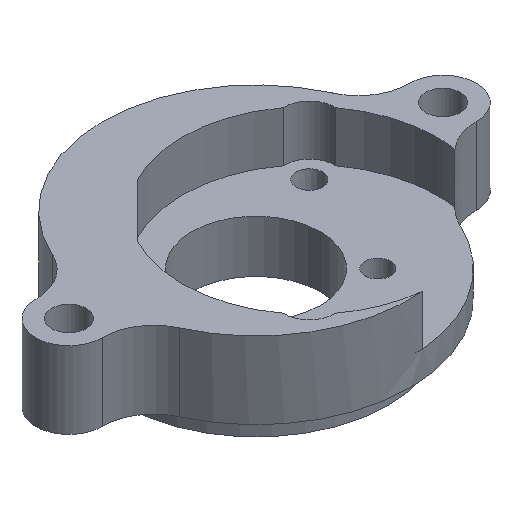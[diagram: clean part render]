
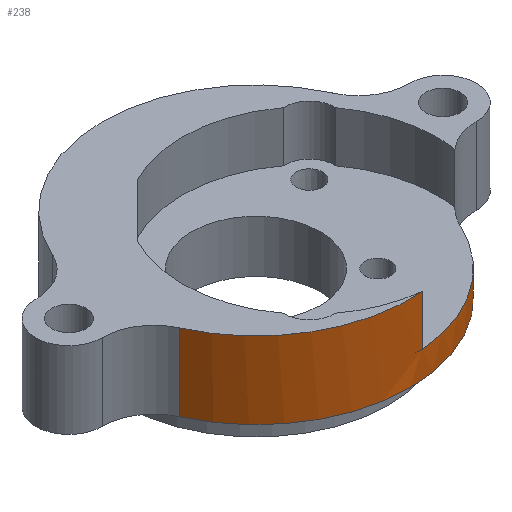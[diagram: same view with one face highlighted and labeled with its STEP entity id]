
A CAD part, isometric view. The second image highlights one B-rep face of the part: STEP entity #238.
In plain terms, the highlighted cylindrical face has radius 19.05 mm (diameter 38.1 mm), a partial arc.
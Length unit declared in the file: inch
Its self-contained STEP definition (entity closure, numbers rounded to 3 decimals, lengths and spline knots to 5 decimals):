
#19 = VERTEX_POINT ( 'NONE', #958 ) ;
#24 = AXIS2_PLACEMENT_3D ( 'NONE', #262, #1610, #434 ) ;
#136 = CARTESIAN_POINT ( 'NONE',  ( 0.68322, -0.30938, 0.5 ) ) ;
#142 = DIRECTION ( 'NONE',  ( -1., 0., 0. ) ) ;
#238 = ADVANCED_FACE ( 'NONE', ( #952 ), #1120, .T. ) ;
#262 = CARTESIAN_POINT ( 'NONE',  ( 0., 0., 0.25472 ) ) ;
#292 = DIRECTION ( 'NONE',  ( 1., 0., 0. ) ) ;
#317 = LINE ( 'NONE', #1111, #1653 ) ;
#362 = ORIENTED_EDGE ( 'NONE', *, *, #856, .T. ) ;
#410 = DIRECTION ( 'NONE',  ( 0., 0., 1. ) ) ;
#434 = DIRECTION ( 'NONE',  ( -1., 0., 0. ) ) ;
#450 = CARTESIAN_POINT ( 'NONE',  ( 0., 0., 0.5 ) ) ;
#466 = EDGE_LOOP ( 'NONE', ( #1553, #362, #1634, #767, #578, #1361 ) ) ;
#500 = EDGE_CURVE ( 'NONE', #1216, #1083, #1223, .T. ) ;
#578 = ORIENTED_EDGE ( 'NONE', *, *, #1534, .T. ) ;
#710 = DIRECTION ( 'NONE',  ( 0., 0., 1. ) ) ;
#719 = DIRECTION ( 'NONE',  ( 1., 0., 0. ) ) ;
#724 = CIRCLE ( 'NONE', #24, 0.75 ) ;
#767 = ORIENTED_EDGE ( 'NONE', *, *, #1119, .F. ) ;
#773 = VECTOR ( 'NONE', #1210, 39.37008 ) ;
#811 = LINE ( 'NONE', #136, #773 ) ;
#856 = EDGE_CURVE ( 'NONE', #1087, #1529, #724, .T. ) ;
#873 = DIRECTION ( 'NONE',  ( 0., 0., 1. ) ) ;
#916 = CIRCLE ( 'NONE', #1272, 0.75 ) ;
#952 = FACE_OUTER_BOUND ( 'NONE', #466, .T. ) ;
#953 = EDGE_CURVE ( 'NONE', #1087, #1083, #811, .T. ) ;
#958 = CARTESIAN_POINT ( 'NONE',  ( 0.06455, -0.74722, 0.5 ) ) ;
#962 = CARTESIAN_POINT ( 'NONE',  ( 0., 0., 0.125 ) ) ;
#1026 = CARTESIAN_POINT ( 'NONE',  ( -0.68322, -0.30938, 0.5 ) ) ;
#1083 = VERTEX_POINT ( 'NONE', #1128 ) ;
#1087 = VERTEX_POINT ( 'NONE', #1298 ) ;
#1092 = VERTEX_POINT ( 'NONE', #1522 ) ;
#1111 = CARTESIAN_POINT ( 'NONE',  ( 0.06455, -0.74722, 0.37736 ) ) ;
#1119 = EDGE_CURVE ( 'NONE', #1092, #19, #916, .T. ) ;
#1120 = CYLINDRICAL_SURFACE ( 'NONE', #1170, 0.75 ) ;
#1128 = CARTESIAN_POINT ( 'NONE',  ( 0.68322, -0.30938, 0.125 ) ) ;
#1154 = CARTESIAN_POINT ( 'NONE',  ( 0.06455, -0.74722, 0.25472 ) ) ;
#1170 = AXIS2_PLACEMENT_3D ( 'NONE', #1569, #1269, #142 ) ;
#1210 = DIRECTION ( 'NONE',  ( 0., 0., -1. ) ) ;
#1216 = VERTEX_POINT ( 'NONE', #1597 ) ;
#1220 = VECTOR ( 'NONE', #1259, 39.37008 ) ;
#1223 = CIRCLE ( 'NONE', #1439, 0.75 ) ;
#1259 = DIRECTION ( 'NONE',  ( 0., 0., -1. ) ) ;
#1269 = DIRECTION ( 'NONE',  ( 0., 0., -1. ) ) ;
#1272 = AXIS2_PLACEMENT_3D ( 'NONE', #450, #873, #719 ) ;
#1298 = CARTESIAN_POINT ( 'NONE',  ( 0.68322, -0.30938, 0.25472 ) ) ;
#1361 = ORIENTED_EDGE ( 'NONE', *, *, #500, .T. ) ;
#1389 = EDGE_CURVE ( 'NONE', #1529, #19, #317, .T. ) ;
#1439 = AXIS2_PLACEMENT_3D ( 'NONE', #962, #410, #292 ) ;
#1522 = CARTESIAN_POINT ( 'NONE',  ( -0.68322, -0.30938, 0.5 ) ) ;
#1529 = VERTEX_POINT ( 'NONE', #1154 ) ;
#1534 = EDGE_CURVE ( 'NONE', #1092, #1216, #1549, .T. ) ;
#1549 = LINE ( 'NONE', #1026, #1220 ) ;
#1553 = ORIENTED_EDGE ( 'NONE', *, *, #953, .F. ) ;
#1569 = CARTESIAN_POINT ( 'NONE',  ( 0., 0., 0.5 ) ) ;
#1597 = CARTESIAN_POINT ( 'NONE',  ( -0.68322, -0.30938, 0.125 ) ) ;
#1610 = DIRECTION ( 'NONE',  ( 0., 0., -1. ) ) ;
#1634 = ORIENTED_EDGE ( 'NONE', *, *, #1389, .T. ) ;
#1653 = VECTOR ( 'NONE', #710, 39.37008 ) ;
